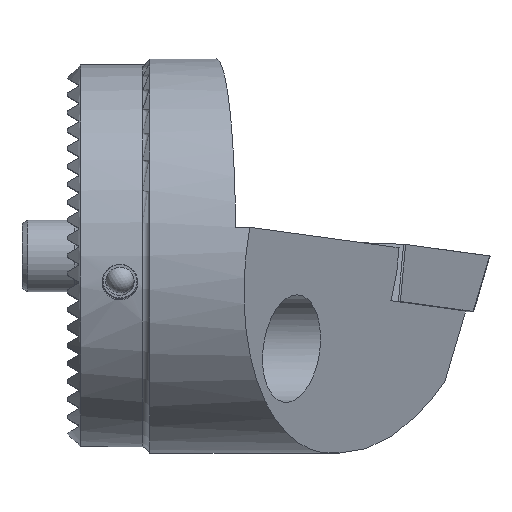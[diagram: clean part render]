
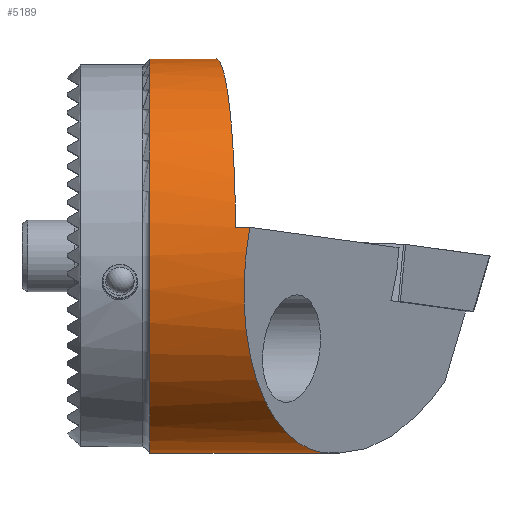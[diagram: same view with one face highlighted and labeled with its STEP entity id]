
A CAD part, top view. The second image highlights one B-rep face of the part: STEP entity #5189.
In plain terms, the highlighted cylindrical face has radius 16.5 mm (diameter 33 mm), a partial arc.
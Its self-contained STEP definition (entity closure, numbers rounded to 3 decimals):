
#537 = CARTESIAN_POINT ( 'NONE',  ( 13.69, 2.379, 16.328 ) ) ;
#1018 = CARTESIAN_POINT ( 'NONE',  ( 12., 11.501, -11.831 ) ) ;
#1154 = B_SPLINE_CURVE_WITH_KNOTS ( 'NONE', 3,
 ( #5489, #12314, #8310, #8268 ),
 .UNSPECIFIED., .F., .F.,
 ( 4, 4 ),
 ( 0., 0.001 ),
 .UNSPECIFIED. ) ;
#1366 = CARTESIAN_POINT ( 'NONE',  ( 12.066, 16.499, -0.151 ) ) ;
#1799 = DIRECTION ( 'NONE',  ( 0., 0., -1. ) ) ;
#1836 = AXIS2_PLACEMENT_3D ( 'NONE', #8152, #12073, #9285 ) ;
#1966 = EDGE_CURVE ( 'NONE', #11803, #5942, #4402, .T. ) ;
#1967 = CARTESIAN_POINT ( 'NONE',  ( -1.123, 2.379, 16.328 ) ) ;
#2178 = AXIS2_PLACEMENT_3D ( 'NONE', #8630, #6602, #11620 ) ;
#2286 = CARTESIAN_POINT ( 'NONE',  ( -1.123, -16.5, 0. ) ) ;
#2402 = LINE ( 'NONE', #6469, #7260 ) ;
#2778 = B_SPLINE_CURVE_WITH_KNOTS ( 'NONE', 3,
 ( #1018, #2950, #10626, #11661 ),
 .UNSPECIFIED., .F., .F.,
 ( 4, 4 ),
 ( 0., 0.003 ),
 .UNSPECIFIED. ) ;
#2950 = CARTESIAN_POINT ( 'NONE',  ( 12., 10.865, -12.449 ) ) ;
#3035 = CARTESIAN_POINT ( 'NONE',  ( 14.887, 2.379, 16.328 ) ) ;
#3452 = EDGE_LOOP ( 'NONE', ( #9188, #8503, #7861, #5721, #7658, #12325, #11081, #9785, #6185 ) ) ;
#3556 = CIRCLE ( 'NONE', #2178, 16.5 ) ;
#3669 = CARTESIAN_POINT ( 'NONE',  ( -1.123, 0., 0. ) ) ;
#4008 = CARTESIAN_POINT ( 'NONE',  ( 15.882, -16.5, 10.813 ) ) ;
#4117 = CARTESIAN_POINT ( 'NONE',  ( 6.492, -16.5, 0. ) ) ;
#4402 = CIRCLE ( 'NONE', #1836, 16.5 ) ;
#4825 = VECTOR ( 'NONE', #6133, 1000. ) ;
#5075 = CARTESIAN_POINT ( 'NONE',  ( 12.066, 16.499, -0.151 ) ) ;
#5187 = EDGE_CURVE ( 'NONE', #10862, #11094, #3556, .T. ) ;
#5189 = ADVANCED_FACE ( 'NONE', ( #5852 ), #8614, .T. ) ;
#5334 = EDGE_CURVE ( 'NONE', #11500, #11973, #8179, .T. ) ;
#5390 = EDGE_CURVE ( 'NONE', #11500, #12236, #11345, .T. ) ;
#5403 = VECTOR ( 'NONE', #8802, 1000. ) ;
#5489 = CARTESIAN_POINT ( 'NONE',  ( 12.066, 16.499, -0.151 ) ) ;
#5520 = VERTEX_POINT ( 'NONE', #5075 ) ;
#5635 = CARTESIAN_POINT ( 'NONE',  ( 6.492, 9.464, -13.516 ) ) ;
#5721 = ORIENTED_EDGE ( 'NONE', *, *, #5390, .T. ) ;
#5852 = FACE_OUTER_BOUND ( 'NONE', #3452, .T. ) ;
#5942 = VERTEX_POINT ( 'NONE', #6089 ) ;
#6024 = CARTESIAN_POINT ( 'NONE',  ( 11.861, 9.464, -13.516 ) ) ;
#6089 = CARTESIAN_POINT ( 'NONE',  ( 12., 11.501, -11.831 ) ) ;
#6133 = DIRECTION ( 'NONE',  ( 1., 0., 0. ) ) ;
#6185 = ORIENTED_EDGE ( 'NONE', *, *, #9341, .F. ) ;
#6430 =( BOUNDED_CURVE ( )  B_SPLINE_CURVE ( 3, ( #11909, #7180, #9970, #1366 ),
 .UNSPECIFIED., .F., .F. ) 
 B_SPLINE_CURVE_WITH_KNOTS ( ( 4, 4 ),
 ( 0.075, 1.51 ),
 .UNSPECIFIED. ) 
 CURVE ( )  GEOMETRIC_REPRESENTATION_ITEM ( )  RATIONAL_B_SPLINE_CURVE ( ( 1., 0.836, 0.836, 1. ) ) 
 REPRESENTATION_ITEM ( '' )  );
#6469 = CARTESIAN_POINT ( 'NONE',  ( -1.123, 9.464, -13.516 ) ) ;
#6602 = DIRECTION ( 'NONE',  ( 1., 0., 0. ) ) ;
#6835 = CARTESIAN_POINT ( 'NONE',  ( 14.887, 2.379, 16.328 ) ) ;
#7180 = CARTESIAN_POINT ( 'NONE',  ( 13.622, 10.946, 15.079 ) ) ;
#7260 = VECTOR ( 'NONE', #7567, 1000. ) ;
#7371 = EDGE_CURVE ( 'NONE', #5942, #8329, #2778, .T. ) ;
#7567 = DIRECTION ( 'NONE',  ( 1., 0., 0. ) ) ;
#7658 = ORIENTED_EDGE ( 'NONE', *, *, #10705, .T. ) ;
#7861 = ORIENTED_EDGE ( 'NONE', *, *, #5334, .F. ) ;
#8152 = CARTESIAN_POINT ( 'NONE',  ( 12., 0., 0. ) ) ;
#8179 =( BOUNDED_CURVE ( )  B_SPLINE_CURVE ( 3, ( #3035, #11704, #4008, #9717 ),
 .UNSPECIFIED., .F., .F. ) 
 B_SPLINE_CURVE_WITH_KNOTS ( ( 4, 4 ),
 ( 2.807, 4.522 ),
 .UNSPECIFIED. ) 
 CURVE ( )  GEOMETRIC_REPRESENTATION_ITEM ( )  RATIONAL_B_SPLINE_CURVE ( ( 1., 0.769, 0.769, 1. ) ) 
 REPRESENTATION_ITEM ( '' )  );
#8268 = CARTESIAN_POINT ( 'NONE',  ( 12., 16.44, -1.405 ) ) ;
#8310 = CARTESIAN_POINT ( 'NONE',  ( 12., 16.476, -0.986 ) ) ;
#8329 = VERTEX_POINT ( 'NONE', #6024 ) ;
#8482 = CARTESIAN_POINT ( 'NONE',  ( 21.602, -16.5, 0. ) ) ;
#8503 = ORIENTED_EDGE ( 'NONE', *, *, #10601, .T. ) ;
#8614 = CYLINDRICAL_SURFACE ( 'NONE', #12244, 16.5 ) ;
#8630 = CARTESIAN_POINT ( 'NONE',  ( 6.492, 0., 0. ) ) ;
#8802 = DIRECTION ( 'NONE',  ( -1., 0., 0. ) ) ;
#9188 = ORIENTED_EDGE ( 'NONE', *, *, #5187, .T. ) ;
#9285 = DIRECTION ( 'NONE',  ( 0., 0., 1. ) ) ;
#9341 = EDGE_CURVE ( 'NONE', #10862, #8329, #2402, .T. ) ;
#9717 = CARTESIAN_POINT ( 'NONE',  ( 21.602, -16.5, 0. ) ) ;
#9785 = ORIENTED_EDGE ( 'NONE', *, *, #7371, .T. ) ;
#9970 = CARTESIAN_POINT ( 'NONE',  ( 12.974, 16.579, 8.505 ) ) ;
#10015 = LINE ( 'NONE', #2286, #4825 ) ;
#10601 = EDGE_CURVE ( 'NONE', #11094, #11973, #10015, .T. ) ;
#10626 = CARTESIAN_POINT ( 'NONE',  ( 11.946, 10.186, -13.01 ) ) ;
#10705 = EDGE_CURVE ( 'NONE', #12236, #5520, #6430, .T. ) ;
#10862 = VERTEX_POINT ( 'NONE', #5635 ) ;
#11081 = ORIENTED_EDGE ( 'NONE', *, *, #1966, .T. ) ;
#11094 = VERTEX_POINT ( 'NONE', #4117 ) ;
#11245 = EDGE_CURVE ( 'NONE', #5520, #11803, #1154, .T. ) ;
#11345 = LINE ( 'NONE', #1967, #5403 ) ;
#11500 = VERTEX_POINT ( 'NONE', #6835 ) ;
#11585 = DIRECTION ( 'NONE',  ( 1., 0., 0. ) ) ;
#11620 = DIRECTION ( 'NONE',  ( 0., 0., 1. ) ) ;
#11661 = CARTESIAN_POINT ( 'NONE',  ( 11.861, 9.464, -13.516 ) ) ;
#11704 = CARTESIAN_POINT ( 'NONE',  ( 12.973, -8.321, 17.887 ) ) ;
#11803 = VERTEX_POINT ( 'NONE', #11980 ) ;
#11909 = CARTESIAN_POINT ( 'NONE',  ( 13.69, 2.379, 16.328 ) ) ;
#11973 = VERTEX_POINT ( 'NONE', #8482 ) ;
#11980 = CARTESIAN_POINT ( 'NONE',  ( 12., 16.44, -1.405 ) ) ;
#12073 = DIRECTION ( 'NONE',  ( -1., 0., 0. ) ) ;
#12236 = VERTEX_POINT ( 'NONE', #537 ) ;
#12244 = AXIS2_PLACEMENT_3D ( 'NONE', #3669, #11585, #1799 ) ;
#12314 = CARTESIAN_POINT ( 'NONE',  ( 12.022, 16.495, -0.569 ) ) ;
#12325 = ORIENTED_EDGE ( 'NONE', *, *, #11245, .T. ) ;
